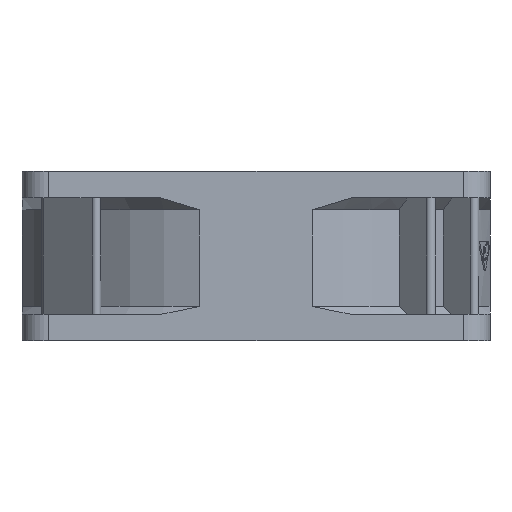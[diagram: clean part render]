
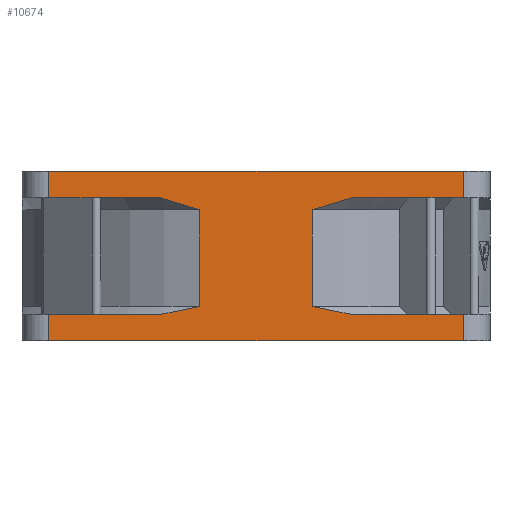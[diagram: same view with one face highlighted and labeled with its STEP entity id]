
A CAD part, left-side view. The second image highlights one B-rep face of the part: STEP entity #10674.
In plain terms, the highlighted planar face has unit normal (-1, 0, 0).
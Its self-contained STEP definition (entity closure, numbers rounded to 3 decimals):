
#383=DIRECTION('',(0.,1.,0.));
#384=VECTOR('',#383,62.);
#385=CARTESIAN_POINT('',(-35.,-31.,0.));
#386=LINE('',#385,#384);
#1835=DIRECTION('',(0.,-1.,0.));
#1836=VECTOR('',#1835,16.738);
#1837=CARTESIAN_POINT('',(-35.,31.,-4.));
#1838=LINE('',#1837,#1836);
#1886=CARTESIAN_POINT('',(-35.,-14.262,-4.));
#1887=CARTESIAN_POINT('',(-35.,-13.656,-4.228));
#1888=CARTESIAN_POINT('',(-35.,-12.419,-4.67));
#1889=CARTESIAN_POINT('',(-35.,-10.486,-5.273));
#1890=CARTESIAN_POINT('',(-35.,-9.125,-5.631));
#1891=CARTESIAN_POINT('',(-35.,-8.426,-5.794));
#1893=CARTESIAN_POINT('',(-35.,-8.426,-20.249));
#1894=CARTESIAN_POINT('',(-35.,-9.065,-20.349));
#1895=CARTESIAN_POINT('',(-35.,-10.336,-20.568));
#1896=CARTESIAN_POINT('',(-35.,-12.217,-20.953));
#1897=CARTESIAN_POINT('',(-35.,-13.462,-21.246));
#1898=CARTESIAN_POINT('',(-35.,-14.082,-21.4));
#1900=DIRECTION('',(0.,1.,0.));
#1901=VECTOR('',#1900,62.);
#1902=CARTESIAN_POINT('',(-35.,-31.,-25.4));
#1903=LINE('',#1902,#1901);
#1904=CARTESIAN_POINT('',(-35.,14.082,-21.4));
#1905=CARTESIAN_POINT('',(-35.,13.465,-21.246));
#1906=CARTESIAN_POINT('',(-35.,12.223,-20.955));
#1907=CARTESIAN_POINT('',(-35.,10.342,-20.57));
#1908=CARTESIAN_POINT('',(-35.,9.068,-20.349));
#1909=CARTESIAN_POINT('',(-35.,8.426,-20.249));
#1911=CARTESIAN_POINT('',(-35.,8.426,-5.794));
#1912=CARTESIAN_POINT('',(-35.,9.118,-5.632));
#1913=CARTESIAN_POINT('',(-35.,10.47,-5.278));
#1914=CARTESIAN_POINT('',(-35.,12.404,-4.675));
#1915=CARTESIAN_POINT('',(-35.,13.65,-4.231));
#1916=CARTESIAN_POINT('',(-35.,14.262,-4.));
#1922=DIRECTION('',(0.,0.,-1.));
#1923=VECTOR('',#1922,4.);
#1924=CARTESIAN_POINT('',(-35.,31.,0.));
#1925=LINE('',#1924,#1923);
#1926=DIRECTION('',(0.,0.,1.));
#1927=VECTOR('',#1926,4.);
#1928=CARTESIAN_POINT('',(-35.,-31.,-4.));
#1929=LINE('',#1928,#1927);
#1970=DIRECTION('',(0.,-1.,0.));
#1971=VECTOR('',#1970,16.738);
#1972=CARTESIAN_POINT('',(-35.,-14.262,-4.));
#1973=LINE('',#1972,#1971);
#2029=DIRECTION('',(0.,1.,0.));
#2030=VECTOR('',#2029,16.918);
#2031=CARTESIAN_POINT('',(-35.,-31.,-21.4));
#2032=LINE('',#2031,#2030);
#4223=DIRECTION('',(0.,0.,1.));
#4224=VECTOR('',#4223,4.);
#4225=CARTESIAN_POINT('',(-35.,-31.,-25.4));
#4226=LINE('',#4225,#4224);
#5506=DIRECTION('',(0.,0.,1.));
#5507=VECTOR('',#5506,14.455);
#5508=CARTESIAN_POINT('',(-35.,-8.426,-20.249));
#5509=LINE('',#5508,#5507);
#5538=DIRECTION('',(0.,0.,-1.));
#5539=VECTOR('',#5538,4.);
#5540=CARTESIAN_POINT('',(-35.,31.,-21.4));
#5541=LINE('',#5540,#5539);
#5555=DIRECTION('',(0.,1.,0.));
#5556=VECTOR('',#5555,16.918);
#5557=CARTESIAN_POINT('',(-35.,14.082,-21.4));
#5558=LINE('',#5557,#5556);
#5602=DIRECTION('',(0.,0.,-1.));
#5603=VECTOR('',#5602,14.455);
#5604=CARTESIAN_POINT('',(-35.,8.426,-5.794));
#5605=LINE('',#5604,#5603);
#7527=CARTESIAN_POINT('',(-35.,-14.262,-4.));
#7528=VERTEX_POINT('',#7527);
#7529=CARTESIAN_POINT('',(-35.,-31.,-4.));
#7530=VERTEX_POINT('',#7529);
#7548=CARTESIAN_POINT('',(-35.,-31.,-21.4));
#7549=VERTEX_POINT('',#7548);
#7550=CARTESIAN_POINT('',(-35.,-14.082,-21.4));
#7551=VERTEX_POINT('',#7550);
#7835=CARTESIAN_POINT('',(-35.,-31.,-25.4));
#7836=VERTEX_POINT('',#7835);
#7871=CARTESIAN_POINT('',(-35.,31.,-25.4));
#7872=VERTEX_POINT('',#7871);
#8175=CARTESIAN_POINT('',(-35.,-31.,0.));
#8176=VERTEX_POINT('',#8175);
#8177=CARTESIAN_POINT('',(-35.,31.,0.));
#8178=VERTEX_POINT('',#8177);
#8859=CARTESIAN_POINT('',(-35.,31.,-4.));
#8860=CARTESIAN_POINT('',(-35.,14.262,-4.));
#8861=VERTEX_POINT('',#8859);
#8862=VERTEX_POINT('',#8860);
#8877=VERTEX_POINT('',#1891);
#8878=CARTESIAN_POINT('',(-35.,-8.426,-20.249));
#8879=VERTEX_POINT('',#8878);
#8880=CARTESIAN_POINT('',(-35.,31.,-21.4));
#8881=VERTEX_POINT('',#8880);
#8882=CARTESIAN_POINT('',(-35.,14.082,-21.4));
#8883=VERTEX_POINT('',#8882);
#8884=VERTEX_POINT('',#1909);
#8885=CARTESIAN_POINT('',(-35.,8.426,-5.794));
#8886=VERTEX_POINT('',#8885);
#10638=CARTESIAN_POINT('',(-35.,31.,-26.134));
#10639=DIRECTION('',(-1.,0.,0.));
#10640=DIRECTION('',(0.,-1.,0.));
#10641=AXIS2_PLACEMENT_3D('',#10638,#10639,#10640);
#10642=PLANE('',#10641);
#10643=ORIENTED_EDGE('',*,*,#10610,.F.);
#10645=ORIENTED_EDGE('',*,*,#10644,.F.);
#10646=ORIENTED_EDGE('',*,*,#9308,.F.);
#10648=ORIENTED_EDGE('',*,*,#10647,.F.);
#10650=ORIENTED_EDGE('',*,*,#10649,.F.);
#10652=ORIENTED_EDGE('',*,*,#10651,.T.);
#10654=ORIENTED_EDGE('',*,*,#10653,.F.);
#10656=ORIENTED_EDGE('',*,*,#10655,.T.);
#10658=ORIENTED_EDGE('',*,*,#10657,.F.);
#10660=ORIENTED_EDGE('',*,*,#10659,.F.);
#10661=ORIENTED_EDGE('',*,*,#9864,.T.);
#10663=ORIENTED_EDGE('',*,*,#10662,.F.);
#10665=ORIENTED_EDGE('',*,*,#10664,.F.);
#10667=ORIENTED_EDGE('',*,*,#10666,.T.);
#10669=ORIENTED_EDGE('',*,*,#10668,.F.);
#10671=ORIENTED_EDGE('',*,*,#10670,.T.);
#10672=EDGE_LOOP('',(#10643,#10645,#10646,#10648,#10650,#10652,#10654,#10656,
#10658,#10660,#10661,#10663,#10665,#10667,#10669,#10671));
#10673=FACE_OUTER_BOUND('',#10672,.F.);
#10674=ADVANCED_FACE('',(#10673),#10642,.T.);
#1892=B_SPLINE_CURVE_WITH_KNOTS('',3,(#1886,#1887,#1888,#1889,#1890,#1891),
.UNSPECIFIED.,.F.,.F.,(4,1,1,4),(0.,0.333,0.667,1.),
.UNSPECIFIED.);
#1899=B_SPLINE_CURVE_WITH_KNOTS('',3,(#1893,#1894,#1895,#1896,#1897,#1898),
.UNSPECIFIED.,.F.,.F.,(4,1,1,4),(0.,0.333,0.667,1.),
.UNSPECIFIED.);
#1910=B_SPLINE_CURVE_WITH_KNOTS('',3,(#1904,#1905,#1906,#1907,#1908,#1909),
.UNSPECIFIED.,.F.,.F.,(4,1,1,4),(0.,0.333,0.667,1.),
.UNSPECIFIED.);
#1917=B_SPLINE_CURVE_WITH_KNOTS('',3,(#1911,#1912,#1913,#1914,#1915,#1916),
.UNSPECIFIED.,.F.,.F.,(4,1,1,4),(0.,0.333,0.667,1.),
.UNSPECIFIED.);
#9308=EDGE_CURVE('',#8176,#8178,#386,.T.);
#9864=EDGE_CURVE('',#7836,#7872,#1903,.T.);
#10610=EDGE_CURVE('',#8861,#8862,#1838,.T.);
#10644=EDGE_CURVE('',#8178,#8861,#1925,.T.);
#10647=EDGE_CURVE('',#7530,#8176,#1929,.T.);
#10649=EDGE_CURVE('',#7528,#7530,#1973,.T.);
#10651=EDGE_CURVE('',#7528,#8877,#1892,.T.);
#10653=EDGE_CURVE('',#8879,#8877,#5509,.T.);
#10655=EDGE_CURVE('',#8879,#7551,#1899,.T.);
#10657=EDGE_CURVE('',#7549,#7551,#2032,.T.);
#10659=EDGE_CURVE('',#7836,#7549,#4226,.T.);
#10662=EDGE_CURVE('',#8881,#7872,#5541,.T.);
#10664=EDGE_CURVE('',#8883,#8881,#5558,.T.);
#10666=EDGE_CURVE('',#8883,#8884,#1910,.T.);
#10668=EDGE_CURVE('',#8886,#8884,#5605,.T.);
#10670=EDGE_CURVE('',#8886,#8862,#1917,.T.);
